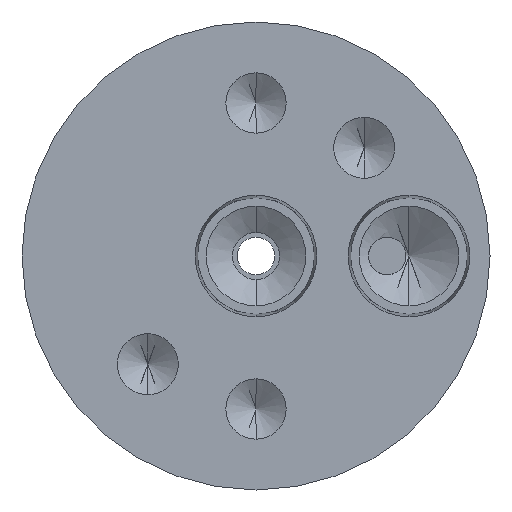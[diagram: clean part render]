
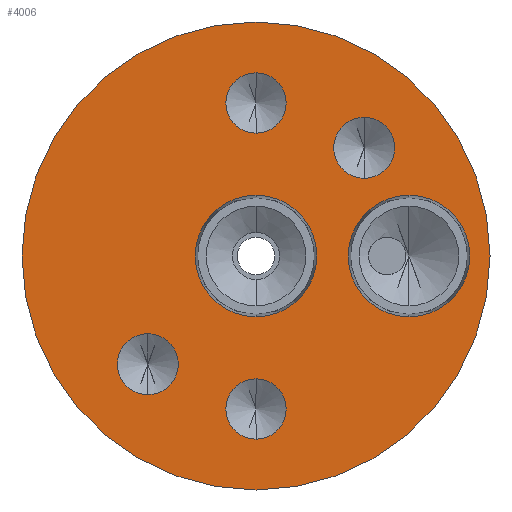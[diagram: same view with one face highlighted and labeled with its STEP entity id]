
A CAD part, front view. The second image highlights one B-rep face of the part: STEP entity #4006.
In plain terms, the highlighted planar face has unit normal (0, -1, 0).
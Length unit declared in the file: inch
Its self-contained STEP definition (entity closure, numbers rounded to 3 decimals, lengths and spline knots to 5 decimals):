
#10 = CARTESIAN_POINT ( 'NONE',  ( 0., -0.625, -0.51 ) ) ;
#11 = DIRECTION ( 'NONE',  ( 0., -1., 0. ) ) ;
#17 = EDGE_LOOP ( 'NONE', ( #1831, #3091 ) ) ;
#42 = AXIS2_PLACEMENT_3D ( 'NONE', #4158, #1860, #1171 ) ;
#67 = CIRCLE ( 'NONE', #282, 0.10156 ) ;
#74 = EDGE_CURVE ( 'NONE', #2620, #2369, #756, .T. ) ;
#77 = VERTEX_POINT ( 'NONE', #2877 ) ;
#160 = CARTESIAN_POINT ( 'NONE',  ( 0., -0.625, 0.2025 ) ) ;
#245 = ORIENTED_EDGE ( 'NONE', *, *, #2748, .F. ) ;
#248 = CARTESIAN_POINT ( 'NONE',  ( 0.36062, -0.625, 0.36062 ) ) ;
#273 = AXIS2_PLACEMENT_3D ( 'NONE', #248, #3239, #2280 ) ;
#282 = AXIS2_PLACEMENT_3D ( 'NONE', #437, #1800, #3180 ) ;
#300 = VERTEX_POINT ( 'NONE', #2336 ) ;
#309 = CARTESIAN_POINT ( 'NONE',  ( 0.51, -0.625, -0.2025 ) ) ;
#317 = EDGE_CURVE ( 'NONE', #2369, #2620, #3161, .T. ) ;
#319 = FACE_BOUND ( 'NONE', #322, .T. ) ;
#322 = EDGE_LOOP ( 'NONE', ( #1153, #3222 ) ) ;
#339 = FACE_BOUND ( 'NONE', #2776, .T. ) ;
#358 = DIRECTION ( 'NONE',  ( 0., -1., 0. ) ) ;
#377 = DIRECTION ( 'NONE',  ( 0., -1., 0. ) ) ;
#398 = CARTESIAN_POINT ( 'NONE',  ( 0., -0.625, 0.6105 ) ) ;
#401 = DIRECTION ( 'NONE',  ( 0., 0., -1. ) ) ;
#437 = CARTESIAN_POINT ( 'NONE',  ( -0.36062, -0.625, -0.36062 ) ) ;
#443 = DIRECTION ( 'NONE',  ( 0., 0., -1. ) ) ;
#637 = CIRCLE ( 'NONE', #3103, 0.78 ) ;
#647 = DIRECTION ( 'NONE',  ( 0., 0., -1. ) ) ;
#654 = FACE_BOUND ( 'NONE', #4200, .T. ) ;
#736 = DIRECTION ( 'NONE',  ( 0., -1., 0. ) ) ;
#756 = CIRCLE ( 'NONE', #1102, 0.2025 ) ;
#779 = DIRECTION ( 'NONE',  ( 0., -1., 0. ) ) ;
#850 = VERTEX_POINT ( 'NONE', #4260 ) ;
#863 = CARTESIAN_POINT ( 'NONE',  ( -0.36062, -0.625, -0.46219 ) ) ;
#869 = VERTEX_POINT ( 'NONE', #1208 ) ;
#968 = DIRECTION ( 'NONE',  ( 0., 0., -1. ) ) ;
#1000 = DIRECTION ( 'NONE',  ( 0., 0., 1. ) ) ;
#1006 = EDGE_CURVE ( 'NONE', #2727, #2234, #3013, .T. ) ;
#1020 = CARTESIAN_POINT ( 'NONE',  ( 0.36062, -0.625, 0.36062 ) ) ;
#1057 = CARTESIAN_POINT ( 'NONE',  ( 0., -0.625, 0.51 ) ) ;
#1102 = AXIS2_PLACEMENT_3D ( 'NONE', #3816, #779, #443 ) ;
#1153 = ORIENTED_EDGE ( 'NONE', *, *, #2071, .F. ) ;
#1171 = DIRECTION ( 'NONE',  ( 0., 0., -1. ) ) ;
#1181 = CIRCLE ( 'NONE', #273, 0.10156 ) ;
#1191 = DIRECTION ( 'NONE',  ( 0., -1., 0. ) ) ;
#1202 = VERTEX_POINT ( 'NONE', #398 ) ;
#1208 = CARTESIAN_POINT ( 'NONE',  ( 0.36062, -0.625, 0.25906 ) ) ;
#1215 = AXIS2_PLACEMENT_3D ( 'NONE', #1020, #2074, #3741 ) ;
#1236 = EDGE_CURVE ( 'NONE', #1202, #3690, #2171, .T. ) ;
#1340 = AXIS2_PLACEMENT_3D ( 'NONE', #2754, #736, #401 ) ;
#1345 = EDGE_CURVE ( 'NONE', #2234, #2727, #1671, .T. ) ;
#1415 = ORIENTED_EDGE ( 'NONE', *, *, #317, .F. ) ;
#1464 = AXIS2_PLACEMENT_3D ( 'NONE', #2397, #377, #2362 ) ;
#1524 = CARTESIAN_POINT ( 'NONE',  ( 0., -0.625, 0.78 ) ) ;
#1534 = ORIENTED_EDGE ( 'NONE', *, *, #3089, .F. ) ;
#1557 = ORIENTED_EDGE ( 'NONE', *, *, #74, .F. ) ;
#1608 = CARTESIAN_POINT ( 'NONE',  ( 0., -0.625, 0. ) ) ;
#1671 = CIRCLE ( 'NONE', #2097, 0.2025 ) ;
#1688 = AXIS2_PLACEMENT_3D ( 'NONE', #4020, #358, #968 ) ;
#1741 = AXIS2_PLACEMENT_3D ( 'NONE', #2540, #1770, #3165 ) ;
#1754 = DIRECTION ( 'NONE',  ( 0., 1., 0. ) ) ;
#1770 = DIRECTION ( 'NONE',  ( 0., -1., 0. ) ) ;
#1773 = ORIENTED_EDGE ( 'NONE', *, *, #1006, .F. ) ;
#1788 = FACE_OUTER_BOUND ( 'NONE', #17, .T. ) ;
#1800 = DIRECTION ( 'NONE',  ( 0., -1., 0. ) ) ;
#1831 = ORIENTED_EDGE ( 'NONE', *, *, #2302, .F. ) ;
#1860 = DIRECTION ( 'NONE',  ( 0., -1., 0. ) ) ;
#1915 = CARTESIAN_POINT ( 'NONE',  ( 0., -0.625, -0.6105 ) ) ;
#1926 = DIRECTION ( 'NONE',  ( 0., 0., -1. ) ) ;
#1938 = VERTEX_POINT ( 'NONE', #3438 ) ;
#1961 = CIRCLE ( 'NONE', #1741, 0.10156 ) ;
#2007 = CARTESIAN_POINT ( 'NONE',  ( 0., -0.625, 0. ) ) ;
#2071 = EDGE_CURVE ( 'NONE', #2438, #1938, #3906, .T. ) ;
#2074 = DIRECTION ( 'NONE',  ( 0., -1., 0. ) ) ;
#2097 = AXIS2_PLACEMENT_3D ( 'NONE', #2973, #1191, #1926 ) ;
#2171 = CIRCLE ( 'NONE', #4298, 0.1005 ) ;
#2234 = VERTEX_POINT ( 'NONE', #309 ) ;
#2266 = CARTESIAN_POINT ( 'NONE',  ( 0., -0.625, 0.4095 ) ) ;
#2280 = DIRECTION ( 'NONE',  ( 0., 0., -1. ) ) ;
#2302 = EDGE_CURVE ( 'NONE', #2982, #850, #3695, .T. ) ;
#2336 = CARTESIAN_POINT ( 'NONE',  ( 0.36062, -0.625, 0.46219 ) ) ;
#2340 = DIRECTION ( 'NONE',  ( 0., -1., 0. ) ) ;
#2358 = EDGE_CURVE ( 'NONE', #300, #869, #3832, .T. ) ;
#2362 = DIRECTION ( 'NONE',  ( 0., 0., -1. ) ) ;
#2369 = VERTEX_POINT ( 'NONE', #2415 ) ;
#2397 = CARTESIAN_POINT ( 'NONE',  ( 0., -0.625, 0. ) ) ;
#2415 = CARTESIAN_POINT ( 'NONE',  ( 0., -0.625, -0.2025 ) ) ;
#2438 = VERTEX_POINT ( 'NONE', #1915 ) ;
#2504 = ORIENTED_EDGE ( 'NONE', *, *, #1345, .F. ) ;
#2540 = CARTESIAN_POINT ( 'NONE',  ( -0.36062, -0.625, -0.36062 ) ) ;
#2572 = CARTESIAN_POINT ( 'NONE',  ( 0.51, -0.625, 0.2025 ) ) ;
#2596 = ORIENTED_EDGE ( 'NONE', *, *, #2358, .F. ) ;
#2620 = VERTEX_POINT ( 'NONE', #160 ) ;
#2652 = EDGE_CURVE ( 'NONE', #4111, #77, #1961, .T. ) ;
#2666 = EDGE_LOOP ( 'NONE', ( #1415, #1557 ) ) ;
#2727 = VERTEX_POINT ( 'NONE', #2572 ) ;
#2748 = EDGE_CURVE ( 'NONE', #869, #300, #1181, .T. ) ;
#2754 = CARTESIAN_POINT ( 'NONE',  ( -0.78, -0.625, 0. ) ) ;
#2755 = CIRCLE ( 'NONE', #3332, 0.1005 ) ;
#2776 = EDGE_LOOP ( 'NONE', ( #4180, #4223 ) ) ;
#2779 = FACE_BOUND ( 'NONE', #2666, .T. ) ;
#2877 = CARTESIAN_POINT ( 'NONE',  ( -0.36062, -0.625, -0.25906 ) ) ;
#2892 = DIRECTION ( 'NONE',  ( 0., 0., 1. ) ) ;
#2973 = CARTESIAN_POINT ( 'NONE',  ( 0.51, -0.625, 0. ) ) ;
#2982 = VERTEX_POINT ( 'NONE', #1524 ) ;
#3013 = CIRCLE ( 'NONE', #42, 0.2025 ) ;
#3089 = EDGE_CURVE ( 'NONE', #77, #4111, #67, .T. ) ;
#3091 = ORIENTED_EDGE ( 'NONE', *, *, #3629, .F. ) ;
#3103 = AXIS2_PLACEMENT_3D ( 'NONE', #1608, #3281, #2892 ) ;
#3161 = CIRCLE ( 'NONE', #1464, 0.2025 ) ;
#3165 = DIRECTION ( 'NONE',  ( 0., 0., -1. ) ) ;
#3180 = DIRECTION ( 'NONE',  ( 0., 0., -1. ) ) ;
#3222 = ORIENTED_EDGE ( 'NONE', *, *, #4169, .F. ) ;
#3239 = DIRECTION ( 'NONE',  ( 0., -1., 0. ) ) ;
#3281 = DIRECTION ( 'NONE',  ( 0., 1., 0. ) ) ;
#3332 = AXIS2_PLACEMENT_3D ( 'NONE', #3643, #2340, #647 ) ;
#3358 = FACE_BOUND ( 'NONE', #3595, .T. ) ;
#3369 = DIRECTION ( 'NONE',  ( 0., 0., -1. ) ) ;
#3438 = CARTESIAN_POINT ( 'NONE',  ( 0., -0.625, -0.4095 ) ) ;
#3554 = AXIS2_PLACEMENT_3D ( 'NONE', #2007, #1754, #1000 ) ;
#3595 = EDGE_LOOP ( 'NONE', ( #245, #2596 ) ) ;
#3629 = EDGE_CURVE ( 'NONE', #850, #2982, #637, .T. ) ;
#3643 = CARTESIAN_POINT ( 'NONE',  ( 0., -0.625, 0.51 ) ) ;
#3685 = ORIENTED_EDGE ( 'NONE', *, *, #2652, .F. ) ;
#3690 = VERTEX_POINT ( 'NONE', #2266 ) ;
#3695 = CIRCLE ( 'NONE', #3554, 0.78 ) ;
#3710 = DIRECTION ( 'NONE',  ( 0., 0., -1. ) ) ;
#3741 = DIRECTION ( 'NONE',  ( 0., 0., -1. ) ) ;
#3754 = EDGE_LOOP ( 'NONE', ( #3685, #1534 ) ) ;
#3816 = CARTESIAN_POINT ( 'NONE',  ( 0., -0.625, 0. ) ) ;
#3818 = PLANE ( 'NONE',  #1340 ) ;
#3832 = CIRCLE ( 'NONE', #1215, 0.10156 ) ;
#3906 = CIRCLE ( 'NONE', #3984, 0.1005 ) ;
#3984 = AXIS2_PLACEMENT_3D ( 'NONE', #10, #4352, #3369 ) ;
#4006 = ADVANCED_FACE ( 'NONE', ( #3358, #4356, #654, #339, #319, #2779, #1788 ), #3818, .T. ) ;
#4020 = CARTESIAN_POINT ( 'NONE',  ( 0., -0.625, -0.51 ) ) ;
#4106 = CIRCLE ( 'NONE', #1688, 0.1005 ) ;
#4111 = VERTEX_POINT ( 'NONE', #863 ) ;
#4158 = CARTESIAN_POINT ( 'NONE',  ( 0.51, -0.625, 0. ) ) ;
#4169 = EDGE_CURVE ( 'NONE', #1938, #2438, #4106, .T. ) ;
#4180 = ORIENTED_EDGE ( 'NONE', *, *, #4203, .F. ) ;
#4200 = EDGE_LOOP ( 'NONE', ( #2504, #1773 ) ) ;
#4203 = EDGE_CURVE ( 'NONE', #3690, #1202, #2755, .T. ) ;
#4223 = ORIENTED_EDGE ( 'NONE', *, *, #1236, .F. ) ;
#4260 = CARTESIAN_POINT ( 'NONE',  ( 0., -0.625, -0.78 ) ) ;
#4298 = AXIS2_PLACEMENT_3D ( 'NONE', #1057, #11, #3710 ) ;
#4352 = DIRECTION ( 'NONE',  ( 0., -1., 0. ) ) ;
#4356 = FACE_BOUND ( 'NONE', #3754, .T. ) ;
